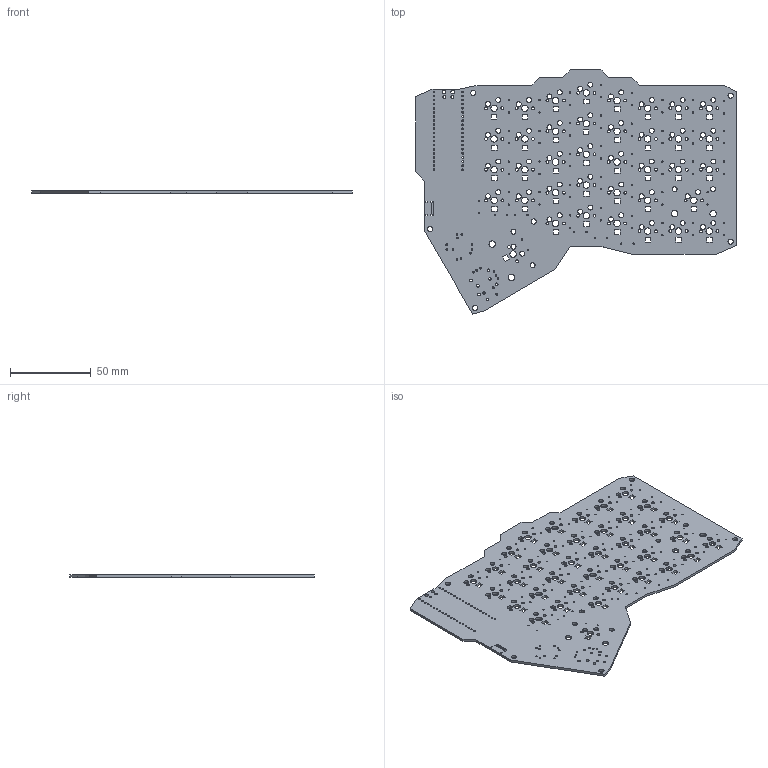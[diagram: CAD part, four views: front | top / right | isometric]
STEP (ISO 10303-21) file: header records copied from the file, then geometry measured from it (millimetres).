
FILE_DESCRIPTION(('KiCad electronic assembly'),'2;1');
FILE_NAME('alt','2025-05-28T02:13:08',('Pcbnew'),('Kicad'), 'Open CASCADE STEP processor 7.8','KiCad to STEP converter','Unknown' );
FILE_SCHEMA(('AUTOMOTIVE_DESIGN { 1 0 10303 214 1 1 1 1 }'));
Length unit declared in the file: millimetre
Products named in the file (2): alt 1; ALT_PCB
Assembly tree (1 placements, depth 2):
  alt 1
    ALT_PCB
Bounding box: 198.84 x 151.51 x 1.51 mm (x, y, z)
Volume: 30856 mm3; surface area: 46001.7 mm2
Topology: 1 solids, 1 shells, 574 faces, 1716 edges, 1144 vertices
Faces by surface type: cylinder 387, plane 187
Full cylindrical faces by diameter (mm): 0.4 x16, 0.8 x88, 1 x51, 1.1 x6, 1.3 x4, 1.6 x4, 1.65 x2, 1.75 x76, 1.85 x2, 2.2 x2, 3.048 x4, 3.05 x76, 3.2 x6, 3.988 x4, 4 x38
Entity records: 21395 total; most frequent: DIRECTION 3642, CARTESIAN_POINT 3436, ORIENTED_EDGE 3432, EDGE_CURVE 1716, FACE_BOUND 1416, EDGE_LOOP 1416, AXIS2_PLACEMENT_3D 1350, VERTEX_POINT 1144
